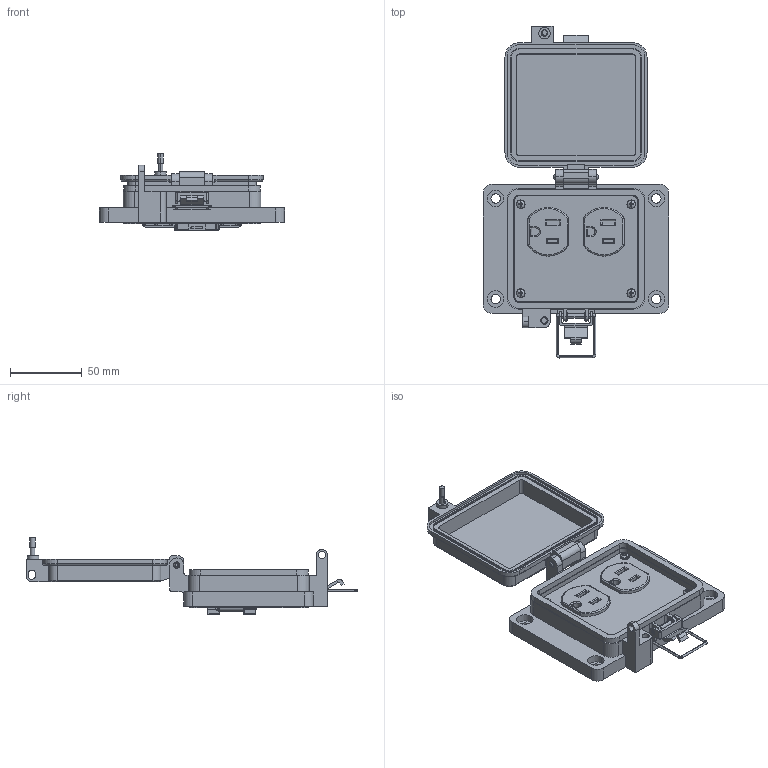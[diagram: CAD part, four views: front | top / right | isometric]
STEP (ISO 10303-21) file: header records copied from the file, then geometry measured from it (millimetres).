
FILE_DESCRIPTION (( 'STEP AP214' ), '1' );
FILE_NAME ('P-XX-K3RD0_3D.STEP', '2017-12-08T14:58:39', ( '' ), ( '' ), 'SwSTEP 2.0', 'SolidWorks 2017', '' );
FILE_SCHEMA (( 'AUTOMOTIVE_DESIGN' ));
Length unit declared in the file: millimetre
Products named in the file (7): 92005A124_METRIC PAN HEAD PHILLIPS MACHINE SCREW_92005A124; Z-H-K3_B; RD; Z-200-OTLT-RD_Sheared; P-XX-K3RD0_FP060; P-XX-K3RD0_BP180; P-XX-K3RD0_3D
Assembly tree (9 placements, depth 3):
  P-XX-K3RD0_3D
    P-XX-K3RD0_BP180
    P-XX-K3RD0_FP060
    RD
      Z-200-OTLT-RD_Sheared
    Z-H-K3_B
    92005A124_METRIC PAN HEAD PHILLIPS MACHINE SCREW_92005A124  x4
Bounding box: 129 x 231.28 x 53.45 mm (x, y, z)
Volume: 181832.6 mm3; surface area: 120735.9 mm2
Topology: 26 solids, 26 shells, 2029 faces, 5571 edges, 3606 vertices
Faces by surface type: cylinder 1036, plane 753, bspline 65, torus 61, sphere 60, cone 54
Entity records: 63182 total; most frequent: CARTESIAN_POINT 12651, ORIENTED_EDGE 7938, DIRECTION 7384, EDGE_CURVE 3969, VERTEX_POINT 2559, AXIS2_PLACEMENT_3D 2508, LINE 2368, VECTOR 2368
